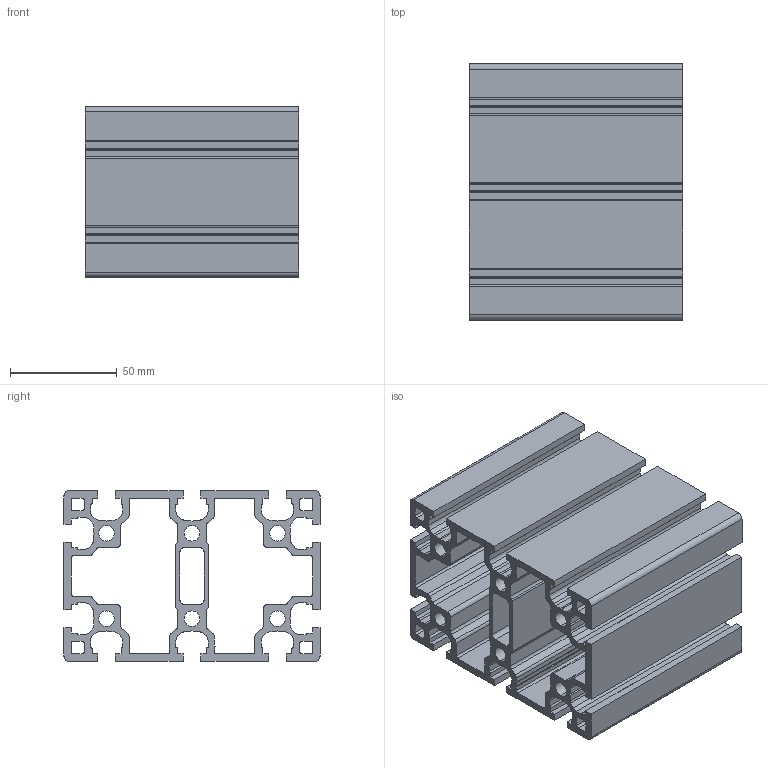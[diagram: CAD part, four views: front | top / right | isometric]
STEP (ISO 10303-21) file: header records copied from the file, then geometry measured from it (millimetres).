
FILE_DESCRIPTION (( 'STEP AP203' ), '1' );
FILE_NAME ('084.102.010.STEP', '2014-04-17T08:46:06', ( '' ), ( '' ), 'SwSTEP 2.0', 'SolidWorks 2012', '' );
FILE_SCHEMA (( 'CONFIG_CONTROL_DESIGN' ));
Length unit declared in the file: millimetre
Products named in the file (1): 084.102.010
Bounding box: 100 x 120 x 80 mm (x, y, z)
Volume: 261627.8 mm3; surface area: 157329.7 mm2
Topology: 1 solids, 1 shells, 370 faces, 1104 edges, 736 vertices
Faces by surface type: plane 226, cylinder 144
Entity records: 12585 total; most frequent: CARTESIAN_POINT 2211, ORIENTED_EDGE 2208, DIRECTION 2134, EDGE_CURVE 1104, LINE 816, VECTOR 816, VERTEX_POINT 736, AXIS2_PLACEMENT_3D 659
